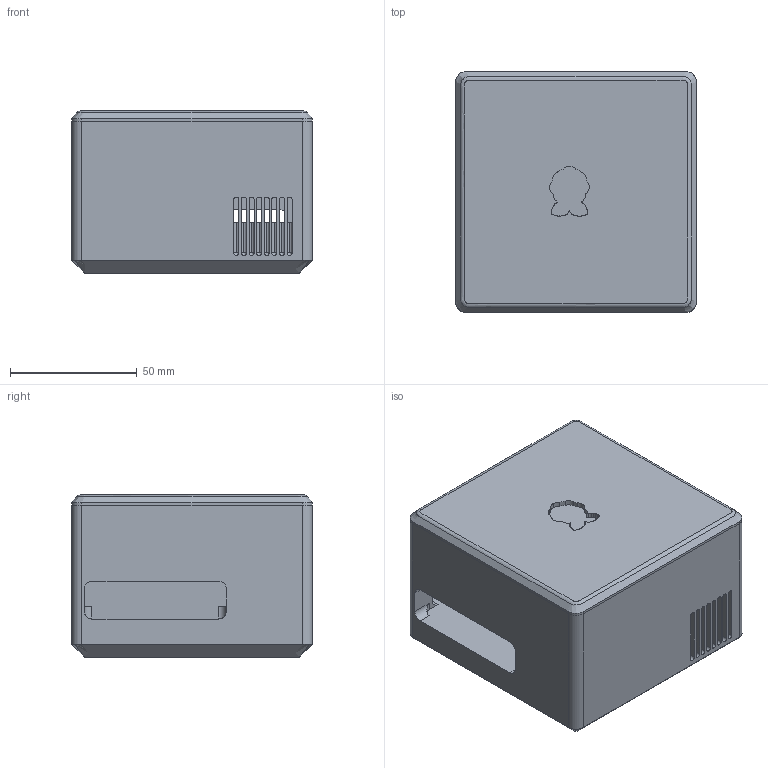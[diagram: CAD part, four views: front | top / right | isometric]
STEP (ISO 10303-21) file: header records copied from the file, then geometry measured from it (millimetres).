
FILE_DESCRIPTION(/* description */ (''),/* implementation_level */ '2;1');
FILE_NAME(/* name */ 'RaspberryPi4case.step',/* time_stamp */ '2025-09-09T23:34:55+02:00',/* author */ (''),/* organization */ (''),/* preprocessor_version */ 'ST-DEVELOPER v20.1',/* originating_system */ 'Autodesk Translation Framework v14.10.0.0',/* authorisation */ '');
FILE_SCHEMA (('AUTOMOTIVE_DESIGN { 1 0 10303 214 3 1 1 }'));
Length unit declared in the file: millimetre
Products named in the file (1): RaspberryPi4 case
Bounding box: 95 x 95 x 64 mm (x, y, z)
Volume: 278844.8 mm3; surface area: 98373.6 mm2
Topology: 3 solids, 3 shells, 181 faces, 539 edges, 345 vertices
Faces by surface type: plane 74, cylinder 52, bspline 47, sphere 8
Entity records: 7693 total; most frequent: CARTESIAN_POINT 3214, ORIENTED_EDGE 1046, DIRECTION 801, EDGE_CURVE 523, VERTEX_POINT 345, LINE 325, VECTOR 325, AXIS2_PLACEMENT_3D 238
